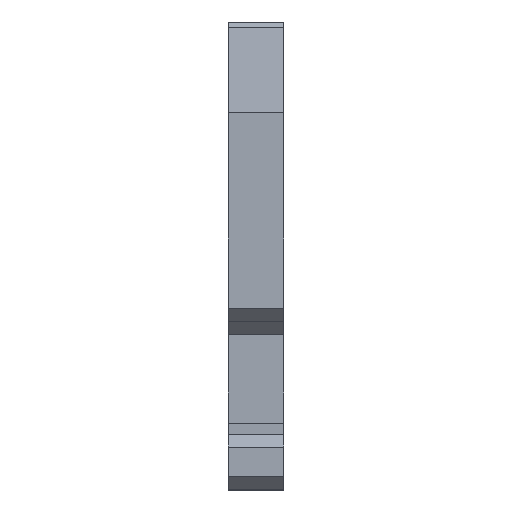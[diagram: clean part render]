
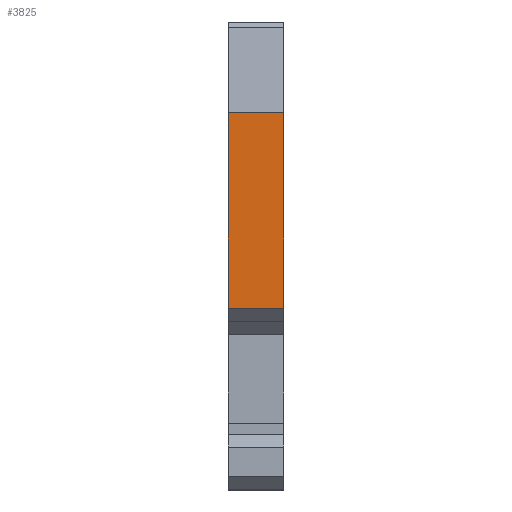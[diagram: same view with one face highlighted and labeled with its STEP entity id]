
A CAD part, left-side view. The second image highlights one B-rep face of the part: STEP entity #3825.
In plain terms, the highlighted free-form (B-spline) face has degree [1, 1] with [2, 2] control points.
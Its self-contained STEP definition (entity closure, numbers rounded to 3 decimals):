
#2370=CARTESIAN_POINT('',(-36.2,9.005,-7.305));
#2371=VERTEX_POINT('',#2370);
#2372=CARTESIAN_POINT('',(-36.2,4.805,-7.305));
#2373=VERTEX_POINT('',#2372);
#2374=CARTESIAN_POINT('',(-36.2,9.005,-7.305));
#2375=CARTESIAN_POINT('',(-36.2,4.805,-7.305));
#2376=B_SPLINE_CURVE_WITH_KNOTS('',1,(#2374,#2375),.POLYLINE_FORM.,.F.,.U.,(2,2),(0.,1.),.UNSPECIFIED.);
#2377=EDGE_CURVE('',#2371,#2373,#2376,.T.);
#3593=CARTESIAN_POINT('',(-36.2,9.005,7.491));
#3594=VERTEX_POINT('',#3593);
#3595=CARTESIAN_POINT('',(-36.2,4.805,7.491));
#3596=VERTEX_POINT('',#3595);
#3597=CARTESIAN_POINT('',(-36.2,9.005,7.491));
#3598=CARTESIAN_POINT('',(-36.2,4.805,7.491));
#3599=B_SPLINE_CURVE_WITH_KNOTS('',1,(#3597,#3598),.POLYLINE_FORM.,.F.,.U.,(2,2),(0.316,0.377),.UNSPECIFIED.);
#3600=EDGE_CURVE('',#3594,#3596,#3599,.T.);
#3693=CARTESIAN_POINT('',(-36.2,4.805,-7.305));
#3694=CARTESIAN_POINT('',(-36.2,4.805,7.491));
#3695=B_SPLINE_CURVE_WITH_KNOTS('',1,(#3693,#3694),.POLYLINE_FORM.,.F.,.U.,(2,2),(0.,1.),.UNSPECIFIED.);
#3696=EDGE_CURVE('',#2373,#3596,#3695,.T.);
#3741=CARTESIAN_POINT('',(-36.2,9.005,7.491));
#3742=CARTESIAN_POINT('',(-36.2,9.005,-7.305));
#3743=B_SPLINE_CURVE_WITH_KNOTS('',1,(#3741,#3742),.POLYLINE_FORM.,.F.,.U.,(2,2),(0.,1.),.UNSPECIFIED.);
#3744=EDGE_CURVE('',#3594,#2371,#3743,.T.);
#3814=CARTESIAN_POINT('',(-36.2,-22.83,14.346));
#3815=CARTESIAN_POINT('',(-36.2,36.641,14.346));
#3816=CARTESIAN_POINT('',(-36.2,-22.83,-21.056));
#3817=CARTESIAN_POINT('',(-36.2,36.641,-21.056));
#3818=B_SPLINE_SURFACE_WITH_KNOTS('',1,1,((#3814,#3815),(#3816,#3817)),.PLANE_SURF.,.F.,.F.,.U.,(2,2),(2,2),(0.,1.),(0.,1.),.UNSPECIFIED.);
#3819=ORIENTED_EDGE('',*,*,#2377,.F.);
#3820=ORIENTED_EDGE('',*,*,#3744,.F.);
#3821=ORIENTED_EDGE('',*,*,#3600,.T.);
#3822=ORIENTED_EDGE('',*,*,#3696,.F.);
#3823=EDGE_LOOP('',(#3819,#3820,#3821,#3822));
#3824=FACE_OUTER_BOUND('',#3823,.F.);
#3825=ADVANCED_FACE('',(#3824),#3818,.F.);
